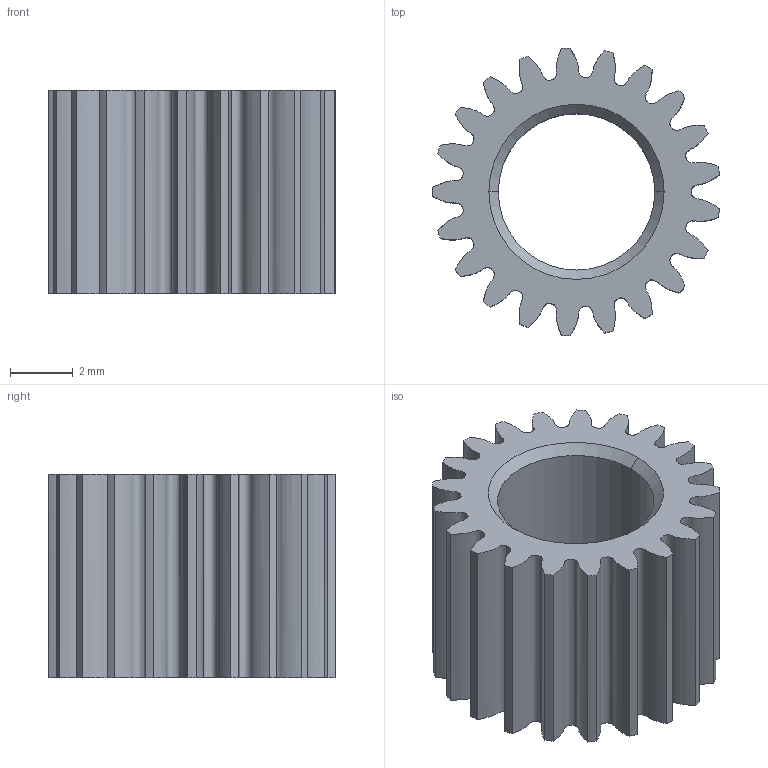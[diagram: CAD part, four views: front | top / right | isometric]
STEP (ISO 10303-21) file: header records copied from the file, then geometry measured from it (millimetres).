
FILE_DESCRIPTION (( 'STEP AP214' ), '1' );
FILE_NAME ('Gear00201.STEP', '2017-09-12T08:39:48', ( '13' ), ( '' ), 'SwSTEP 2.0', 'SolidWorks 2012', '' );
FILE_SCHEMA (( 'AUTOMOTIVE_DESIGN' ));
Length unit declared in the file: millimetre
Products named in the file (1): Gear00201
Bounding box: 9.17 x 9.19 x 6.5 mm (x, y, z)
Volume: 225.9 mm3; surface area: 508.3 mm2
Topology: 1 solids, 1 shells, 50 faces, 140 edges, 92 vertices
Faces by surface type: cylinder 23, bspline 21, cone 4, plane 2
Entity records: 9262 total; most frequent: CARTESIAN_POINT 8032, ORIENTED_EDGE 280, DIRECTION 208, EDGE_CURVE 140, VERTEX_POINT 92, AXIS2_PLACEMENT_3D 80, EDGE_LOOP 52, CIRCLE 50
